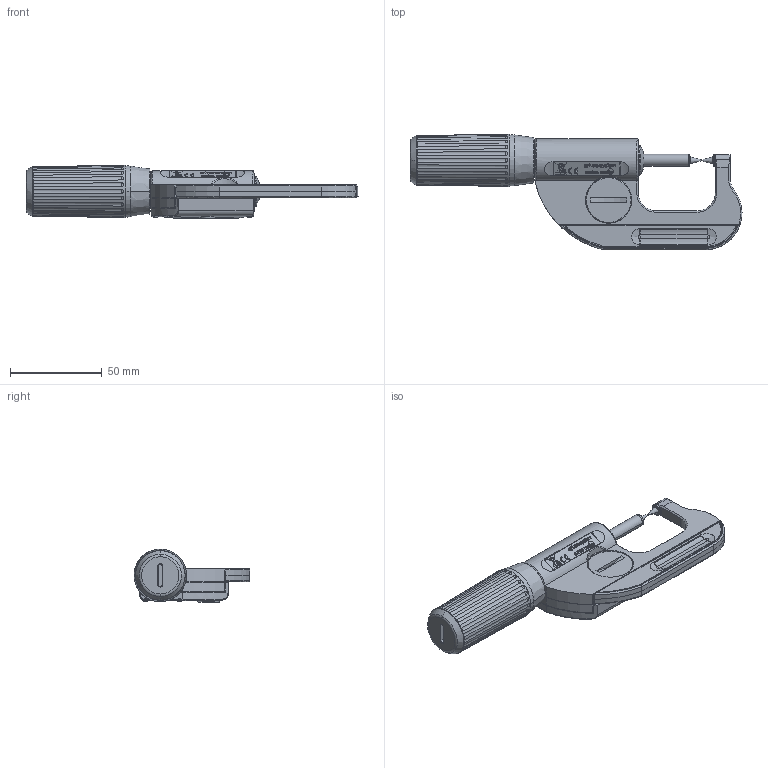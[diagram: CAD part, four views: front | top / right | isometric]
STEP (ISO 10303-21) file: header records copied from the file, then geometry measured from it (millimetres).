
FILE_DESCRIPTION((''),'2;1');
FILE_NAME('PM276_021_050_FERME_ASM','2023-11-28T16:22:01',('FST'),('Sylvac SA'),'CREO PARAMETRIC BY PTC INC, 2022244','CREO PARAMETRIC BY PTC INC, 2022244','');
FILE_SCHEMA(('CONFIG_CONTROL_DESIGN'));
Products named in the file (35): PM276_930_642FINITION; PM276_100_904PERCE; PM276_100_755; PM276_103_044_ASM; 276_100_615; PM276_103_746; PM276_100_756; PM276_103_030_ASM; PM276_103_049_ASM; PM276_110_654; PM276_103_927; PM276_100_913_MONTE; PM276_100_623; PM276_103_047_SOFT_ASM; PM276_103_022_PT_PT_FERME_ASM; 276_300_625; 276_300_626; 276_300_633; 276_250_021_ASM; 276_230_700; 295_200_602; 303_400_607; PM276_230_729; PM276_200_407; 292_320_306; INSIGHT_ISP1807; PANASONIC_AXT620124; 292_320_ASM; 292_100_602; PM276_931_005_ASM; VIS_T_CYL_BB_M1_6X6_BN20038; OR22_1; 276_300_635; PM229_001_693; PM276_021_050_FERME_ASM
Assembly tree (42 placements, depth 5):
  PM276_021_050_FERME_ASM
    PM276_103_022_PT_PT_FERME_ASM
      PM276_103_044_ASM
        PM276_930_642FINITION
        PM276_100_904PERCE
        PM276_100_755
      276_100_615
      PM276_103_049_ASM
        PM276_103_030_ASM
          PM276_103_746
          PM276_100_756
      PM276_103_047_SOFT_ASM
        PM276_110_654
        PM276_103_927
        PM276_100_913_MONTE
        PM276_100_623
    276_300_625
    276_300_626
    276_300_633
    276_250_021_ASM
    PM276_931_005_ASM
      276_230_700
      295_200_602  x2
      303_400_607
      PM276_230_729
      PM276_200_407
      292_320_ASM
        292_320_306
        INSIGHT_ISP1807
        PANASONIC_AXT620124
      292_100_602
    VIS_T_CYL_BB_M1_6X6_BN20038  x8
    OR22_1
    276_300_635
    PM229_001_693
Bounding box: 180.55 x 62.95 x 29.13 mm (x, y, z)
Volume: 58997.9 mm3; surface area: 74676.3 mm2
Topology: 35 solids, 59 shells, 3419 faces, 8897 edges, 5705 vertices
Faces by surface type: plane 1485, cylinder 728, cone 477, extrusion 387, torus 155, bspline 151, sphere 36
Entity records: 135064 total; most frequent: CARTESIAN_POINT 58312, ORIENTED_EDGE 16446, DIRECTION 14515, EDGE_CURVE 8255, VERTEX_POINT 5326, VECTOR 5077, AXIS2_PLACEMENT_3D 4719, LINE 4690
